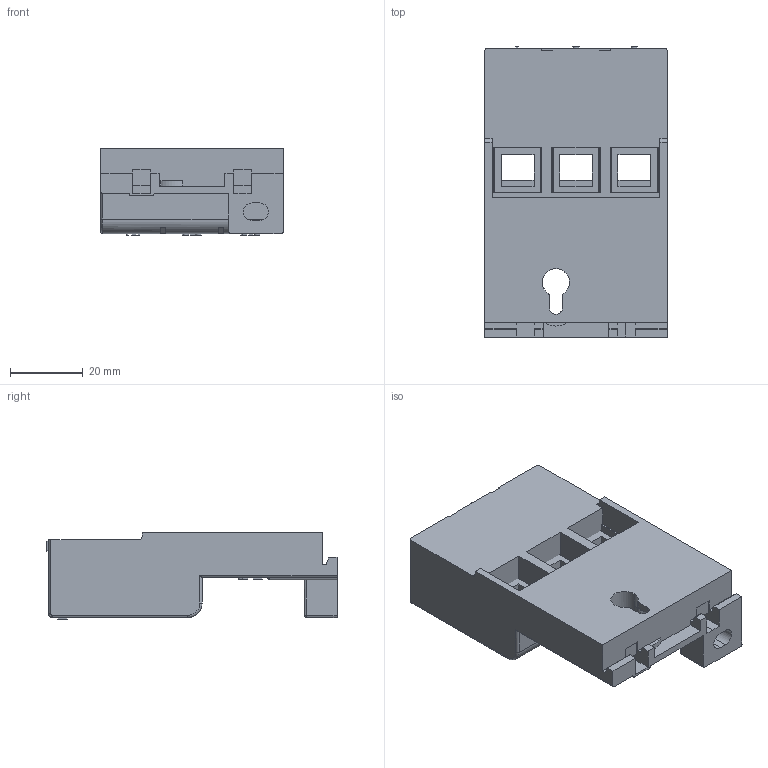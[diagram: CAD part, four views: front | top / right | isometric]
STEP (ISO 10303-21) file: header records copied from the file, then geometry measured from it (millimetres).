
FILE_DESCRIPTION((''),'2;1');
FILE_NAME('ZBC_10005862678_ASM','2021-06-11T',('marketing.praksa'),('Audax d.o.o.'),'CREO PARAMETRIC BY PTC INC, 2017480','CREO PARAMETRIC BY PTC INC, 2017480','');
FILE_SCHEMA(('AUTOMOTIVE_DESIGN { 1 0 10303 214 1 1 1 1 }'));
Length unit declared in the file: millimetre
Products named in the file (10): IMPORTED5; IMPORTED2; IMPORTED7; IMPORTED8; IMPORTED4; IMPORTED3; IMPORTED6; IMPORTED1; PRT9560; ZBC_10005862678_ASM
Assembly tree (9 placements, depth 2):
  ZBC_10005862678_ASM
    IMPORTED5
    IMPORTED2
    IMPORTED7
    IMPORTED8
    IMPORTED4
    IMPORTED3
    IMPORTED6
    IMPORTED1
    PRT9560
Bounding box: 50 x 79.5 x 23.8 mm (x, y, z)
Volume: 60205.8 mm3; surface area: 25990.2 mm2
Topology: 11 solids, 11 shells, 867 faces, 2390 edges, 1572 vertices
Faces by surface type: plane 519, extrusion 150, cylinder 116, cone 33, bspline 26, torus 17, sphere 6
Entity records: 49214 total; most frequent: CARTESIAN_POINT 13406, ORIENTED_EDGE 4768, DIRECTION 3804, PRESENTATION_STYLE_ASSIGNMENT 3412, STYLED_ITEM 3412, CURVE_STYLE 2534, EDGE_CURVE 2384, VECTOR 1698
